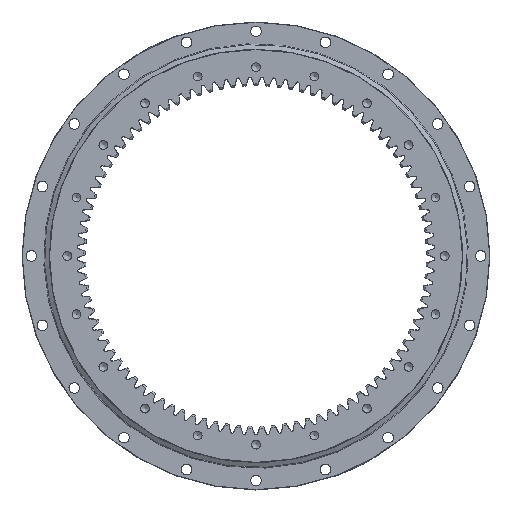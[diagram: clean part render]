
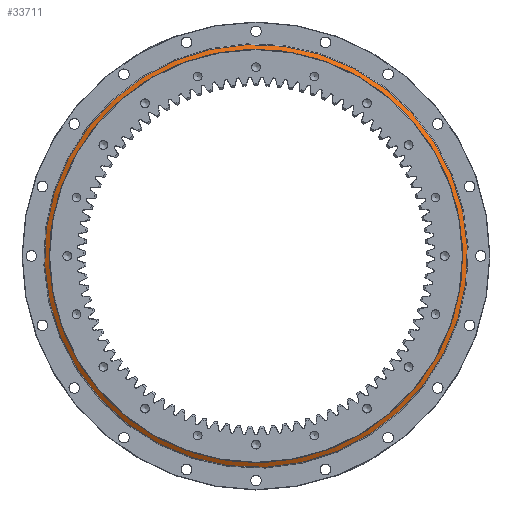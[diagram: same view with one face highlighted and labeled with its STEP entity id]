
A CAD part, top view. The second image highlights one B-rep face of the part: STEP entity #33711.
In plain terms, the highlighted conical face has half-angle 58.57 degrees and reference radius 331.25 mm.
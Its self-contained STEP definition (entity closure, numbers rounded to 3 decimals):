
#674 = CARTESIAN_POINT ( 'NONE',  ( 324.25, 2., 0. ) ) ;
#2081 = CARTESIAN_POINT ( 'NONE',  ( 324.25, -2.61, 0. ) ) ;
#7797 = AXIS2_PLACEMENT_3D ( 'NONE', #37118, #16853, #16700 ) ;
#8171 = FACE_BOUND ( 'NONE', #15486, .T. ) ;
#8517 = EDGE_CURVE ( 'NONE', #33812, #33812, #9986, .T. ) ;
#9986 = CIRCLE ( 'NONE', #7797, 331.25 ) ;
#12492 = EDGE_CURVE ( 'NONE', #30561, #30561, #27822, .T. ) ;
#12685 = DIRECTION ( 'NONE',  ( 0., -1., 0. ) ) ;
#14556 = DIRECTION ( 'NONE',  ( 0., -1., 0. ) ) ;
#15464 = ORIENTED_EDGE ( 'NONE', *, *, #12492, .F. ) ;
#15486 = EDGE_LOOP ( 'NONE', ( #19942 ) ) ;
#16700 = DIRECTION ( 'NONE',  ( 0., 0., -1. ) ) ;
#16853 = DIRECTION ( 'NONE',  ( 0., -1., 0. ) ) ;
#17435 = AXIS2_PLACEMENT_3D ( 'NONE', #674, #14556, #31369 ) ;
#18123 = CARTESIAN_POINT ( 'NONE',  ( 324.25, -2.61, -338.794 ) ) ;
#19325 = DIRECTION ( 'NONE',  ( 0., 0., -1. ) ) ;
#19942 = ORIENTED_EDGE ( 'NONE', *, *, #8517, .T. ) ;
#22429 = EDGE_LOOP ( 'NONE', ( #15464 ) ) ;
#27822 = CIRCLE ( 'NONE', #39421, 338.794 ) ;
#30561 = VERTEX_POINT ( 'NONE', #18123 ) ;
#31369 = DIRECTION ( 'NONE',  ( 0., 0., -1. ) ) ;
#33711 = ADVANCED_FACE ( 'NONE', ( #34059, #8171 ), #43050, .T. ) ;
#33812 = VERTEX_POINT ( 'NONE', #38256 ) ;
#34059 = FACE_OUTER_BOUND ( 'NONE', #22429, .T. ) ;
#37118 = CARTESIAN_POINT ( 'NONE',  ( 324.25, 2., 0. ) ) ;
#38256 = CARTESIAN_POINT ( 'NONE',  ( 324.25, 2., -331.25 ) ) ;
#39421 = AXIS2_PLACEMENT_3D ( 'NONE', #2081, #12685, #19325 ) ;
#43050 = CONICAL_SURFACE ( 'NONE', #17435, 331.25, 1.022 ) ;
